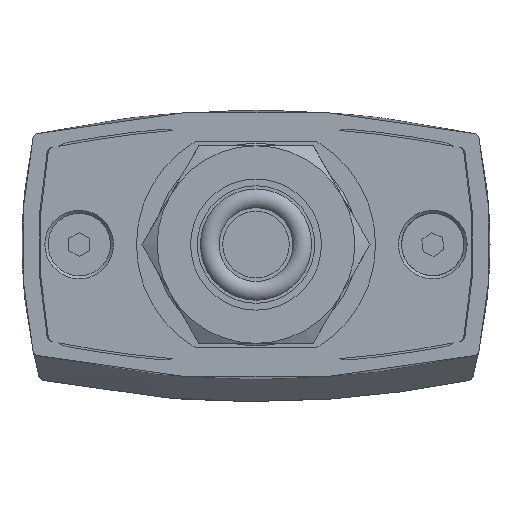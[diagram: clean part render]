
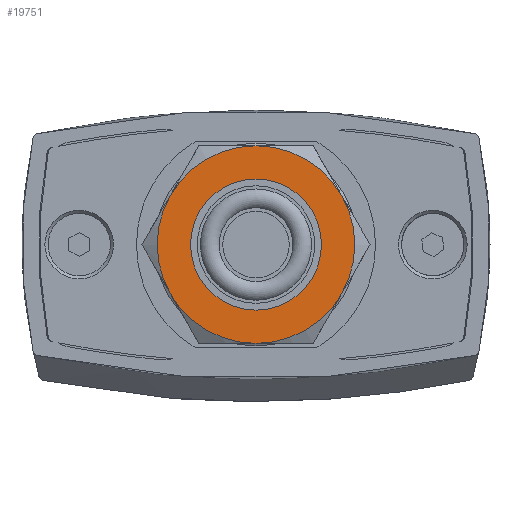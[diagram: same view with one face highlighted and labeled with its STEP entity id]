
A CAD part, front view. The second image highlights one B-rep face of the part: STEP entity #19751.
In plain terms, the highlighted planar face has unit normal (0, -1, 0).
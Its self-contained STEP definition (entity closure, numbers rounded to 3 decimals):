
#19128=CARTESIAN_POINT('',(-8.227,-71.6,-4.75));
#19129=VERTEX_POINT('',#19128);
#19208=CARTESIAN_POINT('',(0.,-71.6,-9.5));
#19209=VERTEX_POINT('',#19208);
#19281=CARTESIAN_POINT('',(8.227,-71.6,-4.75));
#19282=VERTEX_POINT('',#19281);
#19354=CARTESIAN_POINT('',(8.227,-71.6,4.75));
#19355=VERTEX_POINT('',#19354);
#19427=CARTESIAN_POINT('',(0.,-71.6,9.5));
#19428=VERTEX_POINT('',#19427);
#19500=CARTESIAN_POINT('',(-8.227,-71.6,4.75));
#19501=VERTEX_POINT('',#19500);
#19565=CARTESIAN_POINT('',(0.,-71.6,0.));
#19566=DIRECTION('',(0.0,-1.0,0.0));
#19567=DIRECTION('',(1.0,0.0,0.0));
#19568=AXIS2_PLACEMENT_3D('',#19565,#19566,#19567);
#19569=CIRCLE('',#19568,9.5);
#19570=EDGE_CURVE('',#19355,#19428,#19569,.T.);
#19582=CARTESIAN_POINT('',(0.,-71.6,0.));
#19583=DIRECTION('',(0.0,-1.0,0.0));
#19584=DIRECTION('',(1.0,0.0,0.0));
#19585=AXIS2_PLACEMENT_3D('',#19582,#19583,#19584);
#19586=CIRCLE('',#19585,9.5);
#19587=EDGE_CURVE('',#19428,#19501,#19586,.T.);
#19599=CARTESIAN_POINT('',(0.,-71.6,0.));
#19600=DIRECTION('',(0.0,-1.0,0.0));
#19601=DIRECTION('',(1.0,0.0,0.0));
#19602=AXIS2_PLACEMENT_3D('',#19599,#19600,#19601);
#19603=CIRCLE('',#19602,9.5);
#19604=EDGE_CURVE('',#19501,#19129,#19603,.T.);
#19617=CARTESIAN_POINT('',(0.,-71.6,0.));
#19618=DIRECTION('',(0.0,-1.0,0.0));
#19619=DIRECTION('',(1.0,0.0,0.0));
#19620=AXIS2_PLACEMENT_3D('',#19617,#19618,#19619);
#19621=CIRCLE('',#19620,9.5);
#19622=EDGE_CURVE('',#19129,#19209,#19621,.T.);
#19634=CARTESIAN_POINT('',(0.,-71.6,0.));
#19635=DIRECTION('',(0.0,-1.0,0.0));
#19636=DIRECTION('',(1.0,0.0,0.0));
#19637=AXIS2_PLACEMENT_3D('',#19634,#19635,#19636);
#19638=CIRCLE('',#19637,9.5);
#19639=EDGE_CURVE('',#19209,#19282,#19638,.T.);
#19651=CARTESIAN_POINT('',(0.,-71.6,0.));
#19652=DIRECTION('',(0.0,-1.0,0.0));
#19653=DIRECTION('',(1.0,0.0,0.0));
#19654=AXIS2_PLACEMENT_3D('',#19651,#19652,#19653);
#19655=CIRCLE('',#19654,9.5);
#19656=EDGE_CURVE('',#19282,#19355,#19655,.T.);
#19727=CARTESIAN_POINT('',(7.9,-71.6,0.));
#19728=DIRECTION('',(0.0,-1.0,0.0));
#19729=DIRECTION('',(0.0,0.0,-1.0));
#19730=AXIS2_PLACEMENT_3D('',#19727,#19728,#19729);
#19731=PLANE('',#19730);
#19732=ORIENTED_EDGE('',*,*,#19656,.T.);
#19733=ORIENTED_EDGE('',*,*,#19570,.T.);
#19734=ORIENTED_EDGE('',*,*,#19587,.T.);
#19735=ORIENTED_EDGE('',*,*,#19604,.T.);
#19736=ORIENTED_EDGE('',*,*,#19622,.T.);
#19737=ORIENTED_EDGE('',*,*,#19639,.T.);
#19738=EDGE_LOOP('',(#19732,#19733,#19734,#19735,#19736,#19737));
#19739=FACE_OUTER_BOUND('',#19738,.T.);
#19740=CARTESIAN_POINT('',(6.3,-71.6,0.));
#19741=VERTEX_POINT('',#19740);
#19742=CARTESIAN_POINT('',(0.,-71.6,0.));
#19743=DIRECTION('',(0.0,-1.0,0.0));
#19744=DIRECTION('',(1.0,0.0,0.0));
#19745=AXIS2_PLACEMENT_3D('',#19742,#19743,#19744);
#19746=CIRCLE('',#19745,6.3);
#19747=EDGE_CURVE('',#19741,#19741,#19746,.T.);
#19748=ORIENTED_EDGE('',*,*,#19747,.F.);
#19749=EDGE_LOOP('',(#19748));
#19750=FACE_BOUND('',#19749,.T.);
#19751=ADVANCED_FACE('',(#19739,#19750),#19731,.T.);
